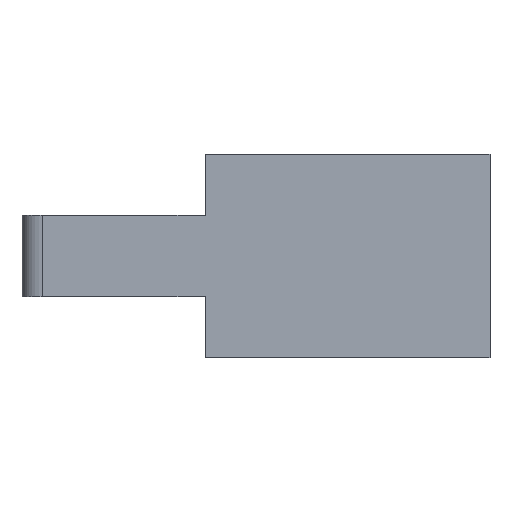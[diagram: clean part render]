
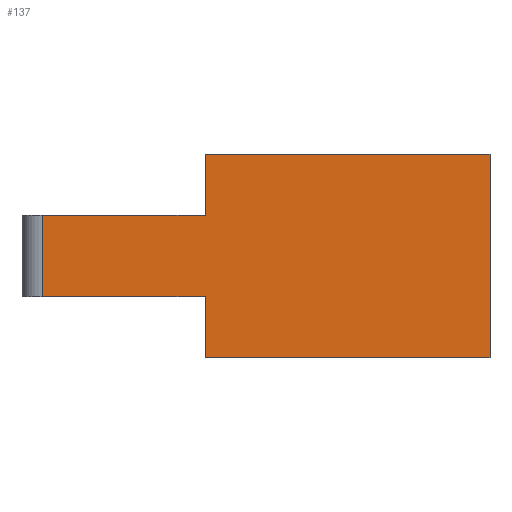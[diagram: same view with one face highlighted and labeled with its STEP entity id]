
A CAD part, top view. The second image highlights one B-rep face of the part: STEP entity #137.
In plain terms, the highlighted planar face has unit normal (0, 0, 1).
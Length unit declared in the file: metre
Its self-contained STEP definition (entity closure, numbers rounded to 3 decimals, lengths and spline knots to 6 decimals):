
#1 = EDGE_CURVE ( 'NONE', #362, #144, #413, .T. ) ;
#5 = ORIENTED_EDGE ( 'NONE', *, *, #305, .F. ) ;
#7 = DIRECTION ( 'NONE',  ( 0., 1., 0. ) ) ;
#13 = VERTEX_POINT ( 'NONE', #364 ) ;
#16 = DIRECTION ( 'NONE',  ( 0., 0., 1. ) ) ;
#19 = VERTEX_POINT ( 'NONE', #158 ) ;
#35 = CARTESIAN_POINT ( 'NONE',  ( -0.035, 0.025, 0.005 ) ) ;
#37 = CARTESIAN_POINT ( 'NONE',  ( -0.035, -0.01, 0.005 ) ) ;
#42 = LINE ( 'NONE', #107, #235 ) ;
#61 = DIRECTION ( 'NONE',  ( 1., 0., 0. ) ) ;
#68 = CARTESIAN_POINT ( 'NONE',  ( 0.035, -0.025, 0.005 ) ) ;
#73 = ORIENTED_EDGE ( 'NONE', *, *, #252, .F. ) ;
#83 = CARTESIAN_POINT ( 'NONE',  ( 0.035, 0.025, 0.005 ) ) ;
#86 = DIRECTION ( 'NONE',  ( 1., 0., 0. ) ) ;
#103 = DIRECTION ( 'NONE',  ( 1., 0., 0. ) ) ;
#107 = CARTESIAN_POINT ( 'NONE',  ( -0.035, -0.01, 0.005 ) ) ;
#124 = DIRECTION ( 'NONE',  ( 1., 0., 0. ) ) ;
#134 = ORIENTED_EDGE ( 'NONE', *, *, #1, .T. ) ;
#137 = ADVANCED_FACE ( 'NONE', ( #224 ), #393, .T. ) ;
#144 = VERTEX_POINT ( 'NONE', #68 ) ;
#146 = CARTESIAN_POINT ( 'NONE',  ( -0.035, 0.025, 0.005 ) ) ;
#156 = ORIENTED_EDGE ( 'NONE', *, *, #421, .T. ) ;
#158 = CARTESIAN_POINT ( 'NONE',  ( -0.075, 0.01, 0.005 ) ) ;
#163 = EDGE_CURVE ( 'NONE', #13, #351, #217, .T. ) ;
#165 = VECTOR ( 'NONE', #380, 1. ) ;
#176 = VECTOR ( 'NONE', #7, 1. ) ;
#183 = ORIENTED_EDGE ( 'NONE', *, *, #227, .F. ) ;
#184 = CARTESIAN_POINT ( 'NONE',  ( 0.035, -0.025, 0.005 ) ) ;
#187 = VECTOR ( 'NONE', #440, 1. ) ;
#197 = VECTOR ( 'NONE', #401, 1. ) ;
#199 = AXIS2_PLACEMENT_3D ( 'NONE', #279, #16, #124 ) ;
#202 = VECTOR ( 'NONE', #61, 1. ) ;
#217 = LINE ( 'NONE', #474, #197 ) ;
#224 = FACE_OUTER_BOUND ( 'NONE', #262, .T. ) ;
#227 = EDGE_CURVE ( 'NONE', #351, #391, #411, .T. ) ;
#235 = VECTOR ( 'NONE', #86, 1. ) ;
#237 = ORIENTED_EDGE ( 'NONE', *, *, #471, .F. ) ;
#238 = VERTEX_POINT ( 'NONE', #322 ) ;
#252 = EDGE_CURVE ( 'NONE', #19, #13, #419, .T. ) ;
#262 = EDGE_LOOP ( 'NONE', ( #275, #183, #319, #73, #237, #156, #5, #134 ) ) ;
#269 = LINE ( 'NONE', #300, #165 ) ;
#275 = ORIENTED_EDGE ( 'NONE', *, *, #332, .T. ) ;
#279 = CARTESIAN_POINT ( 'NONE',  ( -0.035, -0.025, 0.005 ) ) ;
#300 = CARTESIAN_POINT ( 'NONE',  ( -0.075, -0.01, 0.005 ) ) ;
#305 = EDGE_CURVE ( 'NONE', #362, #357, #390, .T. ) ;
#319 = ORIENTED_EDGE ( 'NONE', *, *, #163, .F. ) ;
#322 = CARTESIAN_POINT ( 'NONE',  ( -0.075, -0.01, 0.005 ) ) ;
#327 = CARTESIAN_POINT ( 'NONE',  ( -0.035, 0.01, 0.005 ) ) ;
#332 = EDGE_CURVE ( 'NONE', #144, #391, #403, .T. ) ;
#335 = CARTESIAN_POINT ( 'NONE',  ( -0.035, -0.025, 0.005 ) ) ;
#344 = VECTOR ( 'NONE', #366, 1. ) ;
#347 = VECTOR ( 'NONE', #103, 1. ) ;
#351 = VERTEX_POINT ( 'NONE', #35 ) ;
#357 = VERTEX_POINT ( 'NONE', #37 ) ;
#362 = VERTEX_POINT ( 'NONE', #412 ) ;
#364 = CARTESIAN_POINT ( 'NONE',  ( -0.035, 0.01, 0.005 ) ) ;
#366 = DIRECTION ( 'NONE',  ( 1., 0., 0. ) ) ;
#380 = DIRECTION ( 'NONE',  ( 0., 1., 0. ) ) ;
#390 = LINE ( 'NONE', #335, #187 ) ;
#391 = VERTEX_POINT ( 'NONE', #83 ) ;
#393 = PLANE ( 'NONE',  #199 ) ;
#401 = DIRECTION ( 'NONE',  ( 0., 1., 0. ) ) ;
#403 = LINE ( 'NONE', #184, #176 ) ;
#411 = LINE ( 'NONE', #146, #347 ) ;
#412 = CARTESIAN_POINT ( 'NONE',  ( -0.035, -0.025, 0.005 ) ) ;
#413 = LINE ( 'NONE', #479, #202 ) ;
#419 = LINE ( 'NONE', #327, #344 ) ;
#421 = EDGE_CURVE ( 'NONE', #238, #357, #42, .T. ) ;
#440 = DIRECTION ( 'NONE',  ( 0., 1., 0. ) ) ;
#471 = EDGE_CURVE ( 'NONE', #238, #19, #269, .T. ) ;
#474 = CARTESIAN_POINT ( 'NONE',  ( -0.035, -0.025, 0.005 ) ) ;
#479 = CARTESIAN_POINT ( 'NONE',  ( -0.035, -0.025, 0.005 ) ) ;
